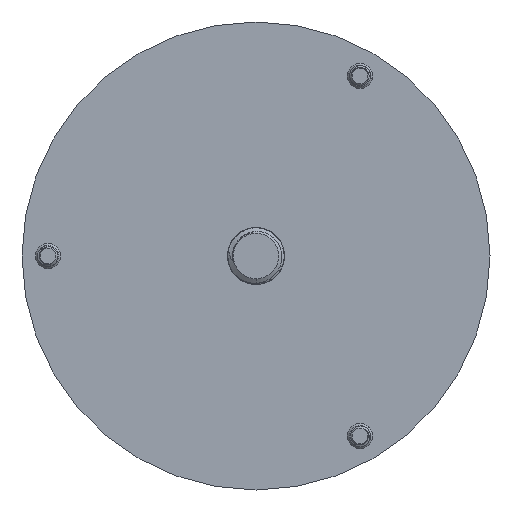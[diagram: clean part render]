
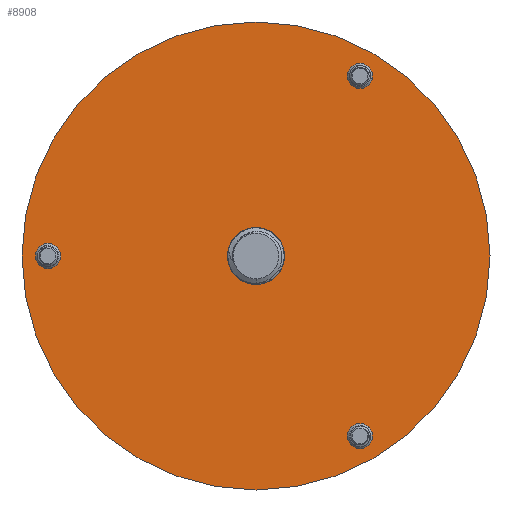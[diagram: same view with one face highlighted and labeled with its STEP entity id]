
A CAD part, front view. The second image highlights one B-rep face of the part: STEP entity #8908.
In plain terms, the highlighted planar face has unit normal (0, -1, 0).
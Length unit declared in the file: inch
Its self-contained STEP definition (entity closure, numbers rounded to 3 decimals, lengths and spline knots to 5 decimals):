
#108 = ORIENTED_EDGE ( 'NONE', *, *, #4812, .T. ) ;
#351 = AXIS2_PLACEMENT_3D ( 'NONE', #11225, #3256, #12555 ) ;
#642 = VERTEX_POINT ( 'NONE', #7110 ) ;
#733 = CIRCLE ( 'NONE', #15467, 0.1405 ) ;
#1030 = CARTESIAN_POINT ( 'NONE',  ( 0., 0., 0.32 ) ) ;
#1082 = PLANE ( 'NONE',  #3628 ) ;
#1136 = ORIENTED_EDGE ( 'NONE', *, *, #8679, .F. ) ;
#1571 = FACE_BOUND ( 'NONE', #4703, .T. ) ;
#1783 = CARTESIAN_POINT ( 'NONE',  ( 0., 0., 0. ) ) ;
#2015 = CARTESIAN_POINT ( 'NONE',  ( -2.324, 0., 0. ) ) ;
#2231 = AXIS2_PLACEMENT_3D ( 'NONE', #7054, #16355, #8375 ) ;
#2347 = EDGE_CURVE ( 'NONE', #5191, #642, #10741, .T. ) ;
#2451 = DIRECTION ( 'NONE',  ( 0., 0., 1. ) ) ;
#2765 = CARTESIAN_POINT ( 'NONE',  ( 0., 0., 0. ) ) ;
#3146 = DIRECTION ( 'NONE',  ( 0., 0., 1. ) ) ;
#3173 = ORIENTED_EDGE ( 'NONE', *, *, #14359, .F. ) ;
#3256 = DIRECTION ( 'NONE',  ( 0., 1., 0. ) ) ;
#3333 = CARTESIAN_POINT ( 'NONE',  ( 1.162, 0., 1.87214 ) ) ;
#3352 = DIRECTION ( 'NONE',  ( 0., 0., 1. ) ) ;
#3628 = AXIS2_PLACEMENT_3D ( 'NONE', #6413, #10413, #2451 ) ;
#3678 = ORIENTED_EDGE ( 'NONE', *, *, #14287, .T. ) ;
#3687 = CIRCLE ( 'NONE', #351, 0.1405 ) ;
#3701 = VERTEX_POINT ( 'NONE', #9856 ) ;
#3979 = AXIS2_PLACEMENT_3D ( 'NONE', #4711, #6164, #11499 ) ;
#4083 = DIRECTION ( 'NONE',  ( 0., 0., 1. ) ) ;
#4110 = CIRCLE ( 'NONE', #14124, 2.6155 ) ;
#4703 = EDGE_LOOP ( 'NONE', ( #7618, #15841 ) ) ;
#4711 = CARTESIAN_POINT ( 'NONE',  ( -2.324, 0., 0. ) ) ;
#4812 = EDGE_CURVE ( 'NONE', #12040, #14197, #5493, .T. ) ;
#5073 = EDGE_LOOP ( 'NONE', ( #6958, #3678 ) ) ;
#5106 = CARTESIAN_POINT ( 'NONE',  ( 1.162, 0., -2.01264 ) ) ;
#5128 = CARTESIAN_POINT ( 'NONE',  ( 0., 0., 0. ) ) ;
#5155 = CARTESIAN_POINT ( 'NONE',  ( 1.162, 0., 2.15314 ) ) ;
#5191 = VERTEX_POINT ( 'NONE', #10991 ) ;
#5493 = CIRCLE ( 'NONE', #2231, 0.1405 ) ;
#6007 = CIRCLE ( 'NONE', #11200, 0.1405 ) ;
#6164 = DIRECTION ( 'NONE',  ( 0., 1., 0. ) ) ;
#6413 = CARTESIAN_POINT ( 'NONE',  ( 0., 0., 0. ) ) ;
#6450 = DIRECTION ( 'NONE',  ( 0., 0., 1. ) ) ;
#6466 = AXIS2_PLACEMENT_3D ( 'NONE', #5128, #14433, #6468 ) ;
#6468 = DIRECTION ( 'NONE',  ( 0., 0., 1. ) ) ;
#6958 = ORIENTED_EDGE ( 'NONE', *, *, #2347, .T. ) ;
#7015 = DIRECTION ( 'NONE',  ( 0., 1., 0. ) ) ;
#7054 = CARTESIAN_POINT ( 'NONE',  ( 1.162, 0., -2.01264 ) ) ;
#7110 = CARTESIAN_POINT ( 'NONE',  ( -2.324, 0., -0.1405 ) ) ;
#7618 = ORIENTED_EDGE ( 'NONE', *, *, #8697, .T. ) ;
#7666 = AXIS2_PLACEMENT_3D ( 'NONE', #7927, #17275, #9261 ) ;
#7927 = CARTESIAN_POINT ( 'NONE',  ( 0., 0., 0. ) ) ;
#8030 = EDGE_CURVE ( 'NONE', #14197, #12040, #6007, .T. ) ;
#8272 = FACE_OUTER_BOUND ( 'NONE', #12333, .T. ) ;
#8375 = DIRECTION ( 'NONE',  ( 0., 0., 1. ) ) ;
#8679 = EDGE_CURVE ( 'NONE', #12434, #3701, #4110, .T. ) ;
#8697 = EDGE_CURVE ( 'NONE', #17213, #11460, #3687, .T. ) ;
#8901 = CARTESIAN_POINT ( 'NONE',  ( 0., 0., 2.6155 ) ) ;
#8908 = ADVANCED_FACE ( 'NONE', ( #9110, #15357, #1571, #11818, #8272 ), #1082, .F. ) ;
#9011 = EDGE_LOOP ( 'NONE', ( #15367, #108 ) ) ;
#9110 = FACE_BOUND ( 'NONE', #11709, .T. ) ;
#9261 = DIRECTION ( 'NONE',  ( 0., 0., 1. ) ) ;
#9786 = EDGE_CURVE ( 'NONE', #11460, #17213, #733, .T. ) ;
#9856 = CARTESIAN_POINT ( 'NONE',  ( 0., 0., -2.6155 ) ) ;
#10413 = DIRECTION ( 'NONE',  ( 0., 1., 0. ) ) ;
#10507 = CARTESIAN_POINT ( 'NONE',  ( 0., 0., -0.32 ) ) ;
#10741 = CIRCLE ( 'NONE', #3979, 0.1405 ) ;
#10991 = CARTESIAN_POINT ( 'NONE',  ( -2.324, 0., 0.1405 ) ) ;
#11106 = DIRECTION ( 'NONE',  ( 0., 1., 0. ) ) ;
#11124 = AXIS2_PLACEMENT_3D ( 'NONE', #2765, #12060, #4083 ) ;
#11200 = AXIS2_PLACEMENT_3D ( 'NONE', #5106, #14417, #6450 ) ;
#11225 = CARTESIAN_POINT ( 'NONE',  ( 1.162, 0., 2.01264 ) ) ;
#11326 = DIRECTION ( 'NONE',  ( 0., 1., 0. ) ) ;
#11460 = VERTEX_POINT ( 'NONE', #3333 ) ;
#11499 = DIRECTION ( 'NONE',  ( 0., 0., 1. ) ) ;
#11690 = ORIENTED_EDGE ( 'NONE', *, *, #15045, .T. ) ;
#11709 = EDGE_LOOP ( 'NONE', ( #17237, #11690 ) ) ;
#11818 = FACE_BOUND ( 'NONE', #5073, .T. ) ;
#11877 = CARTESIAN_POINT ( 'NONE',  ( 1.162, 0., -2.15314 ) ) ;
#12032 = EDGE_CURVE ( 'NONE', #13593, #16337, #15518, .T. ) ;
#12040 = VERTEX_POINT ( 'NONE', #11877 ) ;
#12060 = DIRECTION ( 'NONE',  ( 0., 1., 0. ) ) ;
#12333 = EDGE_LOOP ( 'NONE', ( #3173, #1136 ) ) ;
#12434 = VERTEX_POINT ( 'NONE', #8901 ) ;
#12555 = DIRECTION ( 'NONE',  ( 0., 0., 1. ) ) ;
#13593 = VERTEX_POINT ( 'NONE', #1030 ) ;
#14124 = AXIS2_PLACEMENT_3D ( 'NONE', #1783, #11106, #3146 ) ;
#14197 = VERTEX_POINT ( 'NONE', #15065 ) ;
#14218 = CIRCLE ( 'NONE', #16610, 0.1405 ) ;
#14287 = EDGE_CURVE ( 'NONE', #642, #5191, #14218, .T. ) ;
#14359 = EDGE_CURVE ( 'NONE', #3701, #12434, #16957, .T. ) ;
#14417 = DIRECTION ( 'NONE',  ( 0., 1., 0. ) ) ;
#14433 = DIRECTION ( 'NONE',  ( 0., 1., 0. ) ) ;
#14972 = CARTESIAN_POINT ( 'NONE',  ( 1.162, 0., 2.01264 ) ) ;
#15024 = CIRCLE ( 'NONE', #11124, 0.32 ) ;
#15045 = EDGE_CURVE ( 'NONE', #16337, #13593, #15024, .T. ) ;
#15065 = CARTESIAN_POINT ( 'NONE',  ( 1.162, 0., -1.87214 ) ) ;
#15357 = FACE_BOUND ( 'NONE', #9011, .T. ) ;
#15367 = ORIENTED_EDGE ( 'NONE', *, *, #8030, .T. ) ;
#15467 = AXIS2_PLACEMENT_3D ( 'NONE', #14972, #7015, #16315 ) ;
#15518 = CIRCLE ( 'NONE', #7666, 0.32 ) ;
#15841 = ORIENTED_EDGE ( 'NONE', *, *, #9786, .T. ) ;
#16315 = DIRECTION ( 'NONE',  ( 0., 0., 1. ) ) ;
#16337 = VERTEX_POINT ( 'NONE', #10507 ) ;
#16355 = DIRECTION ( 'NONE',  ( 0., 1., 0. ) ) ;
#16610 = AXIS2_PLACEMENT_3D ( 'NONE', #2015, #11326, #3352 ) ;
#16957 = CIRCLE ( 'NONE', #6466, 2.6155 ) ;
#17213 = VERTEX_POINT ( 'NONE', #5155 ) ;
#17237 = ORIENTED_EDGE ( 'NONE', *, *, #12032, .T. ) ;
#17275 = DIRECTION ( 'NONE',  ( 0., 1., 0. ) ) ;
